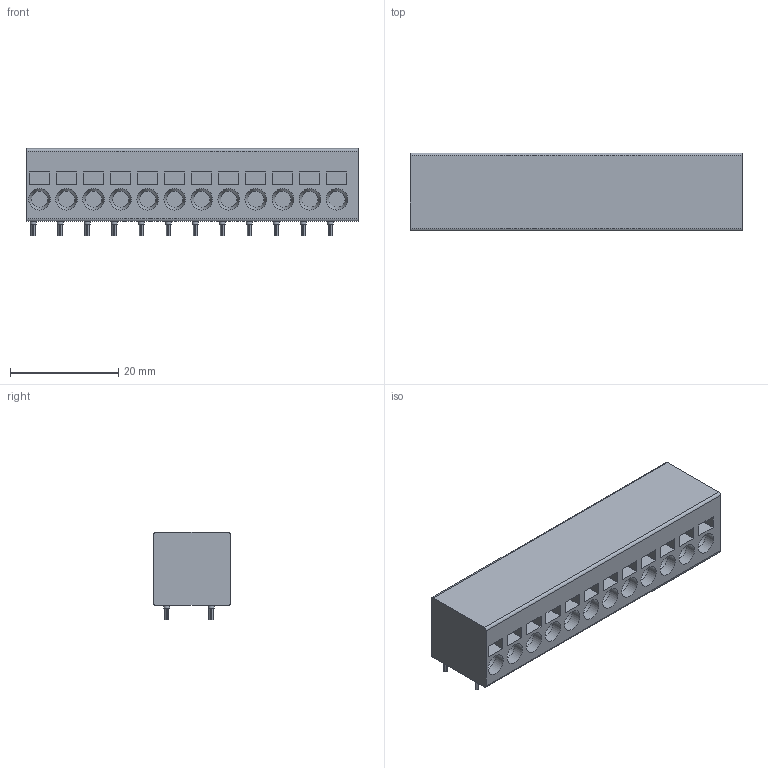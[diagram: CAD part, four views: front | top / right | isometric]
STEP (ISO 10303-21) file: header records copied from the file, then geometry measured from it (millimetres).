
FILE_DESCRIPTION(/* description */ ('model of PhoenixContact_SPT_2.5_12-H-5.0-EX_1x12_P5.0mm_Horizontal'),/* implementation_level */ '2;1');
FILE_NAME(/* name */ 'PhoenixContact_SPT_2.5_12-H-5.0-EX_1x12_P5.0mm_Horizontal.step',/* time_stamp */ '2023-01-30T13:57:27',/* author */ ('KiCAD','kicad'),/* organization */ ('OCCT'),/* preprocessor_version */ '',/* originating_system */ 'KiCAD',/* authorisation */ '');
FILE_SCHEMA(('AUTOMOTIVE_DESIGN { 1 0 10303 214 1 1 1 1 }'));
Length unit declared in the file: millimetre
Products named in the file (7): CQ assembly; a43fe82e-a09d-11ed-8f45-a0cec80452fd; a43fe82e-a09d-11ed-8f45-a0cec80452fd_part; a43fecc0-a09d-11ed-8f45-a0cec80452fd; a43fecc0-a09d-11ed-8f45-a0cec80452fd_part; a43fef9a-a09d-11ed-8f45-a0cec80452fd; a43fef9a-a09d-11ed-8f45-a0cec80452fd_part
Assembly tree (6 placements, depth 4):
  CQ assembly
    a43fe82e-a09d-11ed-8f45-a0cec80452fd
      a43fe82e-a09d-11ed-8f45-a0cec80452fd_part
      a43fecc0-a09d-11ed-8f45-a0cec80452fd
        a43fecc0-a09d-11ed-8f45-a0cec80452fd_part
      a43fef9a-a09d-11ed-8f45-a0cec80452fd
        a43fef9a-a09d-11ed-8f45-a0cec80452fd_part
Bounding box: 61.4 x 14.4 x 16.1 mm (x, y, z)
Volume: 11153.2 mm3; surface area: 4877.2 mm2
Topology: 25 solids, 25 shells, 394 faces, 876 edges, 580 vertices
Faces by surface type: plane 342, cylinder 40, cone 12
Full cylindrical faces by diameter (mm): 1.1 x24, 4 x12
Entity records: 10985 total; most frequent: CARTESIAN_POINT 1857, DIRECTION 1770, ORIENTED_EDGE 1752, EDGE_CURVE 876, LINE 784, VECTOR 784, VERTEX_POINT 580, AXIS2_PLACEMENT_3D 493
